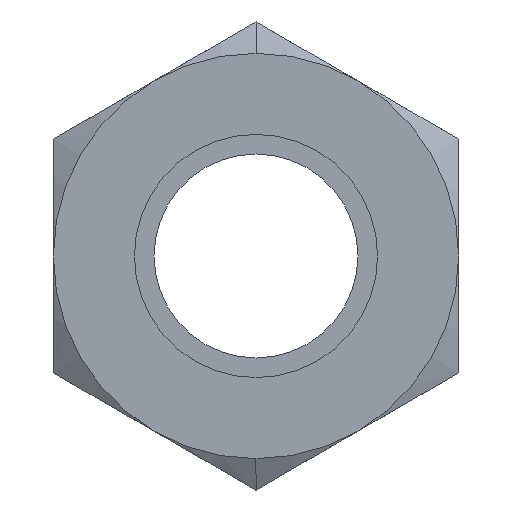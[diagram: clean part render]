
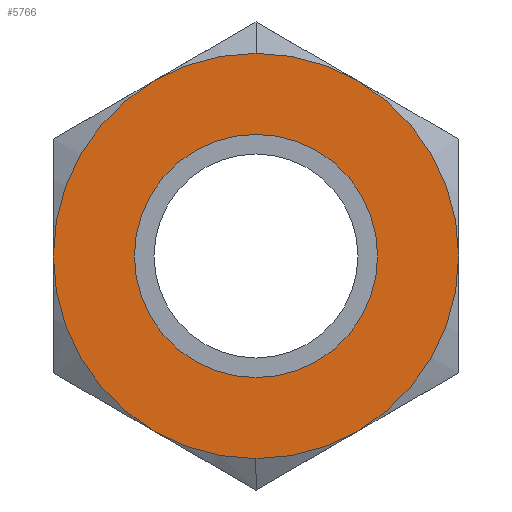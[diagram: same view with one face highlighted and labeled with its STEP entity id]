
A CAD part, left-side view. The second image highlights one B-rep face of the part: STEP entity #5766.
In plain terms, the highlighted planar face has unit normal (-1, 0, 0).
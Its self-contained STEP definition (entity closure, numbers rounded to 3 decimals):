
#139 = ORIENTED_EDGE ( 'NONE', *, *, #4702, .T. ) ;
#361 = CARTESIAN_POINT ( 'NONE',  ( 0., 0., 15. ) ) ;
#845 = CIRCLE ( 'NONE', #8804, 15. ) ;
#925 = DIRECTION ( 'NONE',  ( 0., 0., 1. ) ) ;
#1082 = CARTESIAN_POINT ( 'NONE',  ( 0., 0., 9. ) ) ;
#1141 = DIRECTION ( 'NONE',  ( 1., 0., 0. ) ) ;
#1175 = DIRECTION ( 'NONE',  ( 0., 0., 1. ) ) ;
#1328 = VERTEX_POINT ( 'NONE', #7131 ) ;
#1802 = AXIS2_PLACEMENT_3D ( 'NONE', #7014, #1141, #8663 ) ;
#2527 = FACE_OUTER_BOUND ( 'NONE', #7986, .T. ) ;
#3208 = DIRECTION ( 'NONE',  ( 0., 0., -1. ) ) ;
#3673 = EDGE_LOOP ( 'NONE', ( #4546, #139 ) ) ;
#4061 = DIRECTION ( 'NONE',  ( -1., 0., 0. ) ) ;
#4329 = DIRECTION ( 'NONE',  ( 1., 0., 0. ) ) ;
#4486 = AXIS2_PLACEMENT_3D ( 'NONE', #5514, #4061, #925 ) ;
#4546 = ORIENTED_EDGE ( 'NONE', *, *, #6157, .T. ) ;
#4702 = EDGE_CURVE ( 'NONE', #7077, #6057, #6327, .T. ) ;
#4758 = CIRCLE ( 'NONE', #7092, 9. ) ;
#5101 = CARTESIAN_POINT ( 'NONE',  ( 0., 0., 0. ) ) ;
#5305 = EDGE_CURVE ( 'NONE', #6613, #1328, #9287, .T. ) ;
#5514 = CARTESIAN_POINT ( 'NONE',  ( 0., 0., 7.5 ) ) ;
#5766 = ADVANCED_FACE ( 'NONE', ( #8389, #2527 ), #6101, .T. ) ;
#5826 = DIRECTION ( 'NONE',  ( 0., 0., -1. ) ) ;
#6057 = VERTEX_POINT ( 'NONE', #6726 ) ;
#6101 = PLANE ( 'NONE',  #4486 ) ;
#6157 = EDGE_CURVE ( 'NONE', #6057, #7077, #4758, .T. ) ;
#6327 = CIRCLE ( 'NONE', #7887, 9. ) ;
#6613 = VERTEX_POINT ( 'NONE', #361 ) ;
#6726 = CARTESIAN_POINT ( 'NONE',  ( 0., 0., -9. ) ) ;
#6868 = DIRECTION ( 'NONE',  ( 1., 0., 0. ) ) ;
#7014 = CARTESIAN_POINT ( 'NONE',  ( 0., 0., 0. ) ) ;
#7077 = VERTEX_POINT ( 'NONE', #1082 ) ;
#7092 = AXIS2_PLACEMENT_3D ( 'NONE', #7656, #6868, #3208 ) ;
#7131 = CARTESIAN_POINT ( 'NONE',  ( 0., 0., -15. ) ) ;
#7656 = CARTESIAN_POINT ( 'NONE',  ( 0., 0., 0. ) ) ;
#7712 = ORIENTED_EDGE ( 'NONE', *, *, #5305, .F. ) ;
#7874 = DIRECTION ( 'NONE',  ( 1., 0., 0. ) ) ;
#7887 = AXIS2_PLACEMENT_3D ( 'NONE', #5101, #7874, #1175 ) ;
#7974 = CARTESIAN_POINT ( 'NONE',  ( 0., 0., 0. ) ) ;
#7986 = EDGE_LOOP ( 'NONE', ( #7712, #8903 ) ) ;
#8389 = FACE_BOUND ( 'NONE', #3673, .T. ) ;
#8663 = DIRECTION ( 'NONE',  ( 0., 0., 1. ) ) ;
#8804 = AXIS2_PLACEMENT_3D ( 'NONE', #7974, #4329, #5826 ) ;
#8903 = ORIENTED_EDGE ( 'NONE', *, *, #9172, .F. ) ;
#9172 = EDGE_CURVE ( 'NONE', #1328, #6613, #845, .T. ) ;
#9287 = CIRCLE ( 'NONE', #1802, 15. ) ;
